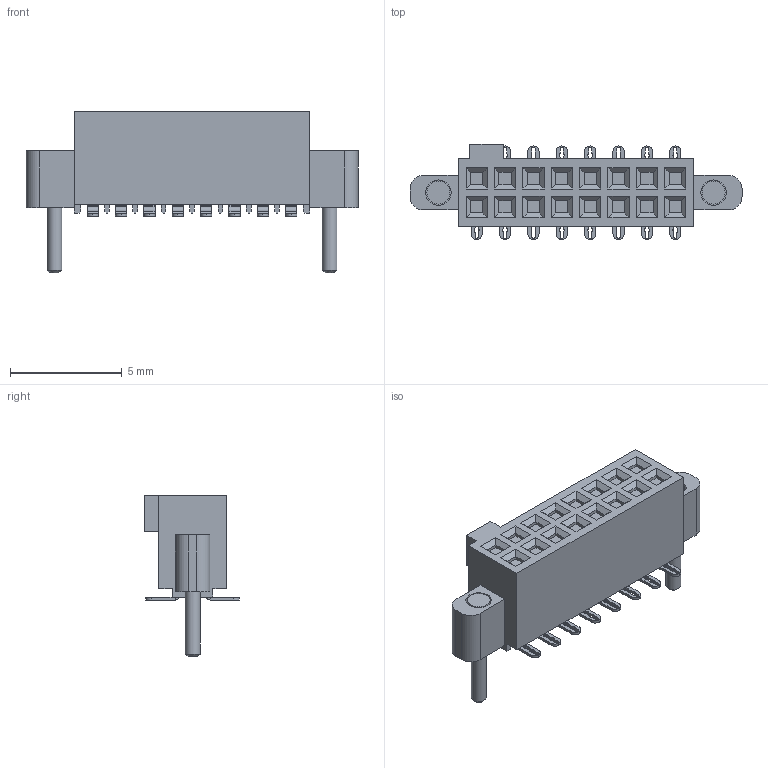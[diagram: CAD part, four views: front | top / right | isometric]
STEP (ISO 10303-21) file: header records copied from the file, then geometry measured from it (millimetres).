
FILE_DESCRIPTION( ('This file contains a STEP AP42 implementation' ,'as created by ZW3D STEP Interface translator.') ,'2;1' );
FILE_NAME( '3601-S016-D11MXXR11.stp' ,'24 423.113718', (''), ('ZWCAD Software Co.'), 'Version 1.0', 'ZW3D to STEP translator', '' );
FILE_SCHEMA(('AUTOMOTIVE_DESIGN { 1 0 10303 214 1 1 1 1 }'));
Length unit declared in the file: millimetre
Products named in the file (2): 0; 3601-S016-D11MXXR11
Bounding box: 14.86 x 4.25 x 7.25 mm (x, y, z)
Volume: 153.2 mm3; surface area: 332.3 mm2
Topology: 1 solids, 5 shells, 1041 faces, 2584 edges, 1612 vertices
Faces by surface type: plane 665, cylinder 368, cone 4, torus 4
Full cylindrical faces by diameter (mm): 0.66 x4, 0.82 x4, 1.02 x2, 1.14 x2
Entity records: 31678 total; most frequent: DIRECTION 5412, CARTESIAN_POINT 5238, ORIENTED_EDGE 5172, EDGE_CURVE 2584, VECTOR 1840, LINE 1840, AXIS2_PLACEMENT_3D 1786, VERTEX_POINT 1612
